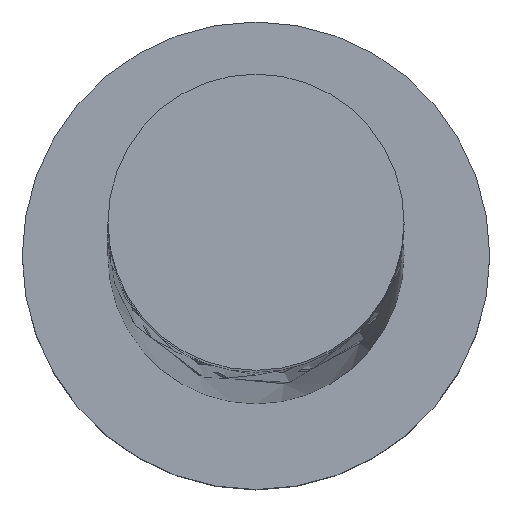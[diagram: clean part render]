
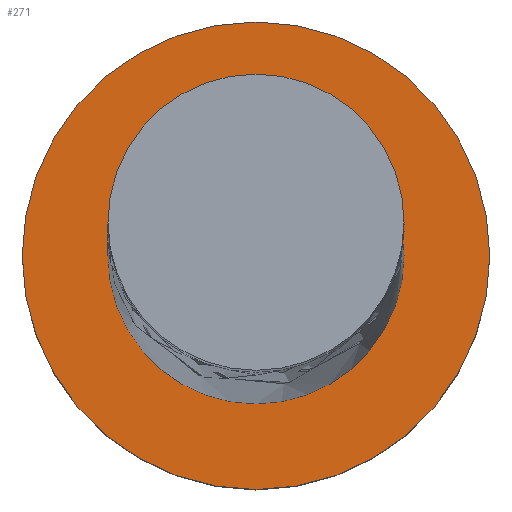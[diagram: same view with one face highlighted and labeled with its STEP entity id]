
A CAD part, top view. The second image highlights one B-rep face of the part: STEP entity #271.
In plain terms, the highlighted planar face has unit normal (0, 0, 1).
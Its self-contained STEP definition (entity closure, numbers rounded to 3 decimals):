
#8 = EDGE_LOOP ( 'NONE', ( #135, #1362 ) ) ;
#49 = DIRECTION ( 'NONE',  ( 0., 0., 1. ) ) ;
#56 = CARTESIAN_POINT ( 'NONE',  ( 1.5, 0., 1.5 ) ) ;
#61 = CARTESIAN_POINT ( 'NONE',  ( 0., 0., 1.5 ) ) ;
#92 = ORIENTED_EDGE ( 'NONE', *, *, #838, .T. ) ;
#135 = ORIENTED_EDGE ( 'NONE', *, *, #710, .F. ) ;
#164 = AXIS2_PLACEMENT_3D ( 'NONE', #531, #859, #977 ) ;
#174 = AXIS2_PLACEMENT_3D ( 'NONE', #295, #1428, #1435 ) ;
#252 = CARTESIAN_POINT ( 'NONE',  ( 0., 0., 1.5 ) ) ;
#267 = CARTESIAN_POINT ( 'NONE',  ( -0.95, 0., 1.5 ) ) ;
#271 = ADVANCED_FACE ( 'NONE', ( #1113, #448 ), #409, .T. ) ;
#285 = EDGE_LOOP ( 'NONE', ( #92, #579 ) ) ;
#295 = CARTESIAN_POINT ( 'NONE',  ( 0., 0., 1.5 ) ) ;
#380 = CARTESIAN_POINT ( 'NONE',  ( 0., 0., 1.5 ) ) ;
#386 = AXIS2_PLACEMENT_3D ( 'NONE', #61, #482, #823 ) ;
#409 = PLANE ( 'NONE',  #164 ) ;
#436 = AXIS2_PLACEMENT_3D ( 'NONE', #252, #49, #605 ) ;
#448 = FACE_OUTER_BOUND ( 'NONE', #285, .T. ) ;
#482 = DIRECTION ( 'NONE',  ( 0., 0., 1. ) ) ;
#531 = CARTESIAN_POINT ( 'NONE',  ( 0., 0., 1.5 ) ) ;
#579 = ORIENTED_EDGE ( 'NONE', *, *, #1360, .T. ) ;
#580 = DIRECTION ( 'NONE',  ( 1., 0., 0. ) ) ;
#595 = DIRECTION ( 'NONE',  ( 0., 0., 1. ) ) ;
#605 = DIRECTION ( 'NONE',  ( 1., 0., 0. ) ) ;
#617 = CIRCLE ( 'NONE', #174, 1.5 ) ;
#646 = VERTEX_POINT ( 'NONE', #1286 ) ;
#686 = CIRCLE ( 'NONE', #386, 0.95 ) ;
#709 = CIRCLE ( 'NONE', #941, 0.95 ) ;
#710 = EDGE_CURVE ( 'NONE', #1206, #646, #709, .T. ) ;
#823 = DIRECTION ( 'NONE',  ( 1., 0., 0. ) ) ;
#837 = VERTEX_POINT ( 'NONE', #1375 ) ;
#838 = EDGE_CURVE ( 'NONE', #837, #890, #1371, .T. ) ;
#859 = DIRECTION ( 'NONE',  ( 0., 0., 1. ) ) ;
#890 = VERTEX_POINT ( 'NONE', #56 ) ;
#941 = AXIS2_PLACEMENT_3D ( 'NONE', #380, #595, #580 ) ;
#977 = DIRECTION ( 'NONE',  ( 1., 0., 0. ) ) ;
#1113 = FACE_BOUND ( 'NONE', #8, .T. ) ;
#1166 = EDGE_CURVE ( 'NONE', #646, #1206, #686, .T. ) ;
#1206 = VERTEX_POINT ( 'NONE', #267 ) ;
#1286 = CARTESIAN_POINT ( 'NONE',  ( 0.95, 0., 1.5 ) ) ;
#1360 = EDGE_CURVE ( 'NONE', #890, #837, #617, .T. ) ;
#1362 = ORIENTED_EDGE ( 'NONE', *, *, #1166, .F. ) ;
#1371 = CIRCLE ( 'NONE', #436, 1.5 ) ;
#1375 = CARTESIAN_POINT ( 'NONE',  ( -1.5, 0., 1.5 ) ) ;
#1428 = DIRECTION ( 'NONE',  ( 0., 0., 1. ) ) ;
#1435 = DIRECTION ( 'NONE',  ( 1., 0., 0. ) ) ;
